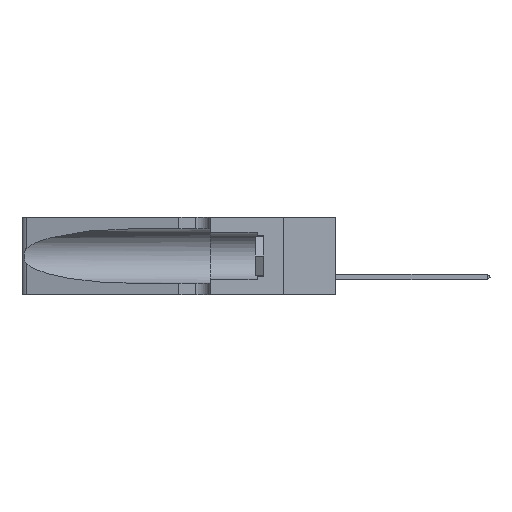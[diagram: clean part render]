
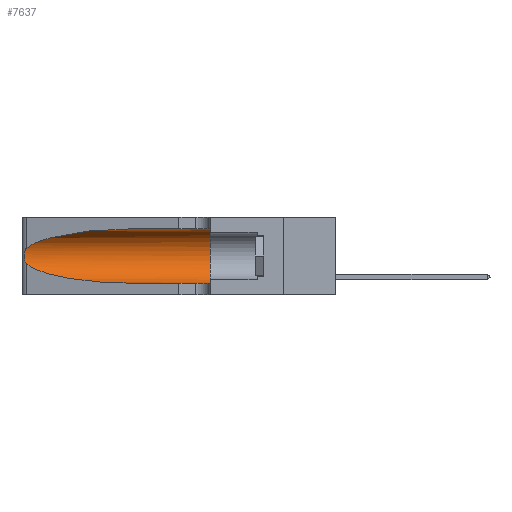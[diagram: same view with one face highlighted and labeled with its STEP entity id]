
A CAD part, left-side view. The second image highlights one B-rep face of the part: STEP entity #7637.
In plain terms, the highlighted cylindrical face has radius 3.308 mm (diameter 6.617 mm), a partial arc.
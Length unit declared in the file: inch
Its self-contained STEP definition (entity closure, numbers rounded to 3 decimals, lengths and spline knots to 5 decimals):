
#67 = ORIENTED_EDGE ( 'NONE', *, *, #21926, .T. ) ;
#131 =( BOUNDED_CURVE ( )  B_SPLINE_CURVE ( 3, ( #16325, #16242, #7485, #10974 ),
 .UNSPECIFIED., .F., .F. ) 
 B_SPLINE_CURVE_WITH_KNOTS ( ( 4, 4 ),
 ( 1.5708, 2.84003 ),
 .UNSPECIFIED. ) 
 CURVE ( )  GEOMETRIC_REPRESENTATION_ITEM ( )  RATIONAL_B_SPLINE_CURVE ( ( 1., 0.87, 0.87, 1. ) ) 
 REPRESENTATION_ITEM ( '' )  );
#151 = AXIS2_PLACEMENT_3D ( 'NONE', #23067, #1521, #1593 ) ;
#876 = CARTESIAN_POINT ( 'NONE',  ( 0.25639, 1.23186, 0.15144 ) ) ;
#1521 = DIRECTION ( 'NONE',  ( 0., 1., 0. ) ) ;
#1593 = DIRECTION ( 'NONE',  ( 0., 0., 1. ) ) ;
#2231 = CARTESIAN_POINT ( 'NONE',  ( 0.1305, 0.35, 0.31525 ) ) ;
#2259 = CARTESIAN_POINT ( 'NONE',  ( 0.1305, 1.61858, 0.185 ) ) ;
#4215 = CARTESIAN_POINT ( 'NONE',  ( 0.26018, 1.23835, 0.19895 ) ) ;
#4298 = CARTESIAN_POINT ( 'NONE',  ( 0.26075, 1.23896, 0.19203 ) ) ;
#4371 = CARTESIAN_POINT ( 'NONE',  ( 0.25487, 1.22718, 0.14631 ) ) ;
#5236 = EDGE_CURVE ( 'NONE', #11167, #5486, #8640, .T. ) ;
#5342 = CARTESIAN_POINT ( 'NONE',  ( 0.1305, 0.72297, 0.05475 ) ) ;
#5486 = VERTEX_POINT ( 'NONE', #7502 ) ;
#5761 = EDGE_CURVE ( 'NONE', #18861, #5486, #21803, .T. ) ;
#5844 = EDGE_LOOP ( 'NONE', ( #22289, #22544, #67, #7943, #15272, #6932 ) ) ;
#5913 = DIRECTION ( 'NONE',  ( 0., -1., 0. ) ) ;
#6033 = CARTESIAN_POINT ( 'NONE',  ( 0.26017, 1.23833, 0.17102 ) ) ;
#6932 = ORIENTED_EDGE ( 'NONE', *, *, #7081, .F. ) ;
#6959 = DIRECTION ( 'NONE',  ( 0., -1., 0. ) ) ;
#7081 = EDGE_CURVE ( 'NONE', #18341, #18861, #8279, .T. ) ;
#7485 = CARTESIAN_POINT ( 'NONE',  ( 0.2373, 1.15595, 0.28018 ) ) ;
#7502 = CARTESIAN_POINT ( 'NONE',  ( 0.1305, 0.35, 0.05475 ) ) ;
#7637 = ADVANCED_FACE ( 'NONE', ( #10518 ), #11327, .F. ) ;
#7943 = ORIENTED_EDGE ( 'NONE', *, *, #5236, .T. ) ;
#7984 = CARTESIAN_POINT ( 'NONE',  ( 0.25555, 1.22994, 0.2215 ) ) ;
#8279 = LINE ( 'NONE', #21490, #16423 ) ;
#8640 = LINE ( 'NONE', #14057, #17028 ) ;
#9030 = CARTESIAN_POINT ( 'NONE',  ( 0.25487, 1.22718, 0.14631 ) ) ;
#9764 = CARTESIAN_POINT ( 'NONE',  ( 0.25555, 1.22993, 0.14849 ) ) ;
#9842 = CARTESIAN_POINT ( 'NONE',  ( 0.25854, 1.2359, 0.20912 ) ) ;
#10232 = VERTEX_POINT ( 'NONE', #11365 ) ;
#10518 = FACE_OUTER_BOUND ( 'NONE', #5844, .T. ) ;
#10537 =( BOUNDED_CURVE ( )  B_SPLINE_CURVE ( 3, ( #9030, #14512, #19610, #16319 ),
 .UNSPECIFIED., .F., .F. ) 
 B_SPLINE_CURVE_WITH_KNOTS ( ( 4, 4 ),
 ( 3.44316, 4.71239 ),
 .UNSPECIFIED. ) 
 CURVE ( )  GEOMETRIC_REPRESENTATION_ITEM ( )  RATIONAL_B_SPLINE_CURVE ( ( 1., 0.87, 0.87, 1. ) ) 
 REPRESENTATION_ITEM ( '' )  );
#10974 = CARTESIAN_POINT ( 'NONE',  ( 0.25487, 1.22718, 0.22369 ) ) ;
#10987 = VERTEX_POINT ( 'NONE', #19116 ) ;
#11167 = VERTEX_POINT ( 'NONE', #5342 ) ;
#11327 = CYLINDRICAL_SURFACE ( 'NONE', #18396, 0.13025 ) ;
#11365 = CARTESIAN_POINT ( 'NONE',  ( 0.25487, 1.22718, 0.14631 ) ) ;
#11366 = EDGE_CURVE ( 'NONE', #10987, #10232, #13377, .T. ) ;
#11620 = CARTESIAN_POINT ( 'NONE',  ( 0.25856, 1.23593, 0.16098 ) ) ;
#12948 = CARTESIAN_POINT ( 'NONE',  ( 0.1305, 0.72297, 0.31525 ) ) ;
#13377 = B_SPLINE_CURVE_WITH_KNOTS ( 'NONE', 3,
 ( #16823, #7984, #18559, #20583, #9842, #4215, #4298, #22360, #6033, #11620, #20351, #876, #9764, #4371 ),
 .UNSPECIFIED., .F., .F.,
 ( 4, 2, 2, 2, 2, 2, 4 ),
 ( 0., 0.00027, 0.00053, 0.00107, 0.0016, 0.00187, 0.00214 ),
 .UNSPECIFIED. ) ;
#14057 = CARTESIAN_POINT ( 'NONE',  ( 0.1305, 1.61858, 0.05475 ) ) ;
#14512 = CARTESIAN_POINT ( 'NONE',  ( 0.2373, 1.15595, 0.08982 ) ) ;
#15272 = ORIENTED_EDGE ( 'NONE', *, *, #5761, .F. ) ;
#16235 = DIRECTION ( 'NONE',  ( 0., -1., 0. ) ) ;
#16242 = CARTESIAN_POINT ( 'NONE',  ( 0.18966, 0.96281, 0.31525 ) ) ;
#16319 = CARTESIAN_POINT ( 'NONE',  ( 0.1305, 0.72297, 0.05475 ) ) ;
#16325 = CARTESIAN_POINT ( 'NONE',  ( 0.1305, 0.72297, 0.31525 ) ) ;
#16423 = VECTOR ( 'NONE', #16235, 39.37008 ) ;
#16823 = CARTESIAN_POINT ( 'NONE',  ( 0.25487, 1.22718, 0.22369 ) ) ;
#17028 = VECTOR ( 'NONE', #6959, 39.37008 ) ;
#17765 = EDGE_CURVE ( 'NONE', #18341, #10987, #131, .T. ) ;
#18341 = VERTEX_POINT ( 'NONE', #12948 ) ;
#18396 = AXIS2_PLACEMENT_3D ( 'NONE', #2259, #5913, #21987 ) ;
#18559 = CARTESIAN_POINT ( 'NONE',  ( 0.25639, 1.23184, 0.21858 ) ) ;
#18861 = VERTEX_POINT ( 'NONE', #2231 ) ;
#19116 = CARTESIAN_POINT ( 'NONE',  ( 0.25487, 1.22718, 0.22369 ) ) ;
#19610 = CARTESIAN_POINT ( 'NONE',  ( 0.18966, 0.96281, 0.05475 ) ) ;
#20351 = CARTESIAN_POINT ( 'NONE',  ( 0.25789, 1.23486, 0.15765 ) ) ;
#20583 = CARTESIAN_POINT ( 'NONE',  ( 0.25787, 1.23484, 0.2124 ) ) ;
#21490 = CARTESIAN_POINT ( 'NONE',  ( 0.1305, 1.61858, 0.31525 ) ) ;
#21803 = CIRCLE ( 'NONE', #151, 0.13025 ) ;
#21926 = EDGE_CURVE ( 'NONE', #10232, #11167, #10537, .T. ) ;
#21987 = DIRECTION ( 'NONE',  ( 0., 0., -1. ) ) ;
#22289 = ORIENTED_EDGE ( 'NONE', *, *, #17765, .T. ) ;
#22360 = CARTESIAN_POINT ( 'NONE',  ( 0.26075, 1.23896, 0.178 ) ) ;
#22544 = ORIENTED_EDGE ( 'NONE', *, *, #11366, .T. ) ;
#23067 = CARTESIAN_POINT ( 'NONE',  ( 0.1305, 0.35, 0.185 ) ) ;
